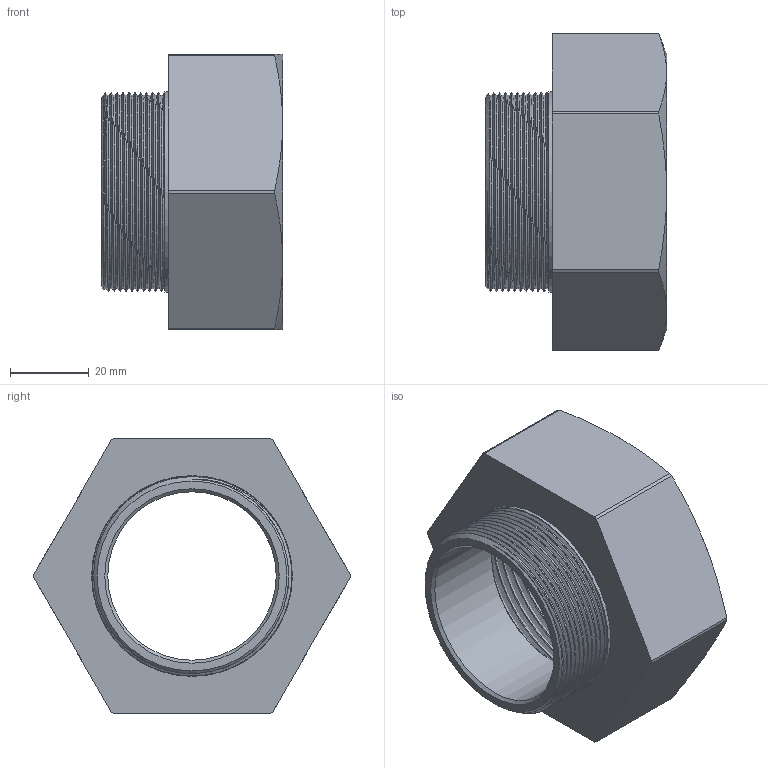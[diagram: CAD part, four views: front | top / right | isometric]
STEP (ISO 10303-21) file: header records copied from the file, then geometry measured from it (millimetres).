
FILE_DESCRIPTION(/* description */ ('Adapter Metall Ex M50x1,5 / NPT 2"'),/* implementation_level */ '2;1');
FILE_NAME(/* name */ 'RX746044-RST.stp',/* time_stamp */ '2021-04-01T09:51:38+02:00',/* author */ ('sl'),/* organization */ (''),/* preprocessor_version */ 'ST-DEVELOPER v16.5',/* originating_system */ 'Autodesk Inventor 2017',/* authorisation */ '');
FILE_SCHEMA (('AUTOMOTIVE_DESIGN { 1 0 10303 214 3 1 1 }'));
Length unit declared in the file: millimetre
Products named in the file (1): RX746044
Bounding box: 46 x 80.38 x 70 mm (x, y, z)
Volume: 58898.7 mm3; surface area: 31585.2 mm2
Topology: 1 solids, 1 shells, 41 faces, 100 edges, 62 vertices
Faces by surface type: cone 12, plane 12, cylinder 11, bspline 6
Full cylindrical faces by diameter (mm): 42.8 x1, 51 x1
Entity records: 5886 total; most frequent: CARTESIAN_POINT 5007, ORIENTED_EDGE 178, DIRECTION 162, EDGE_CURVE 88, AXIS2_PLACEMENT_3D 72, VERTEX_POINT 58, EDGE_LOOP 52, FACE_OUTER_BOUND 41
